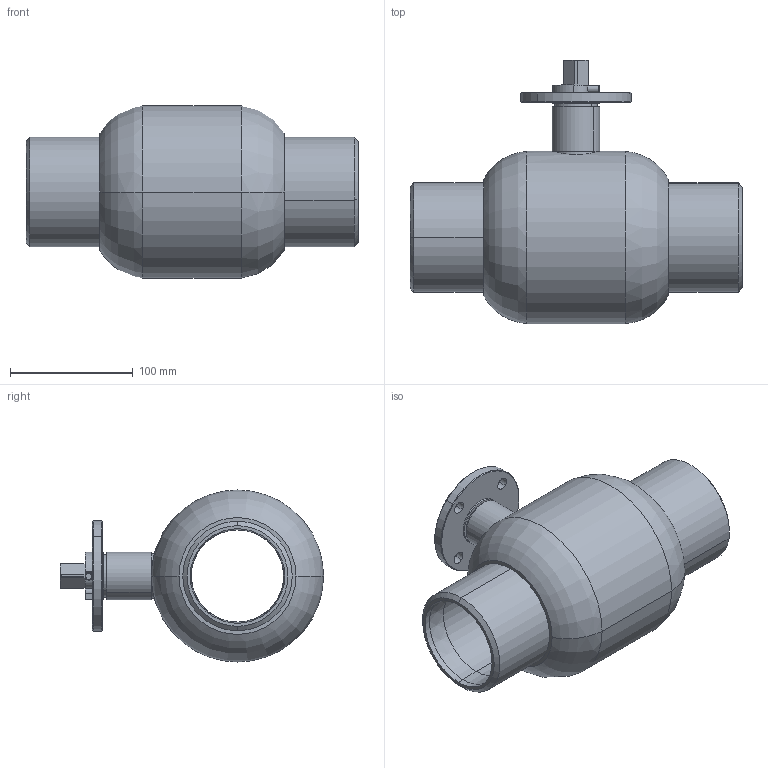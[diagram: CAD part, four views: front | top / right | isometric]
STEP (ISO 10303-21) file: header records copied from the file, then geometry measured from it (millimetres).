
FILE_DESCRIPTION (( 'STEP AP214' ), '1' );
FILE_NAME ('DN80Çò·§PN25.STEP', '2024-03-31T02:44:53', ( '' ), ( '' ), 'SwSTEP 2.0', 'SolidWorks 2019', '' );
FILE_SCHEMA (( 'AUTOMOTIVE_DESIGN' ));
Length unit declared in the file: millimetre
Products named in the file (7): Q61F-80-4傻諉; Q61F-80-5粣杶; 80-100攫; DN80球阀PN25; Q61F-80-3概裝; 80概极; 詩种80-100
Assembly tree (7 placements, depth 2):
  DN80球阀PN25
    80概极
    Q61F-80-4傻諉  x2
    Q61F-80-5粣杶
    Q61F-80-3概裝
    80-100攫
    詩种80-100
Bounding box: 270 x 214 x 140 mm (x, y, z)
Volume: 811077.9 mm3; surface area: 274922.3 mm2
Topology: 7 solids, 7 shells, 157 faces, 360 edges, 224 vertices
Faces by surface type: cylinder 72, plane 49, cone 22, torus 14
Entity records: 5031 total; most frequent: CARTESIAN_POINT 1152, DIRECTION 772, ORIENTED_EDGE 644, EDGE_CURVE 322, AXIS2_PLACEMENT_3D 320, VERTEX_POINT 202, CIRCLE 172, EDGE_LOOP 166
